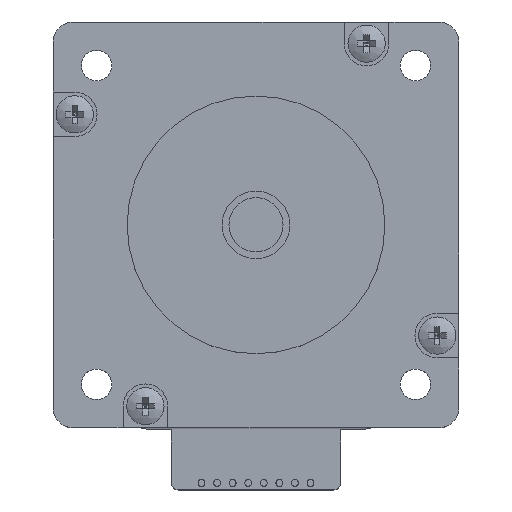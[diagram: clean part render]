
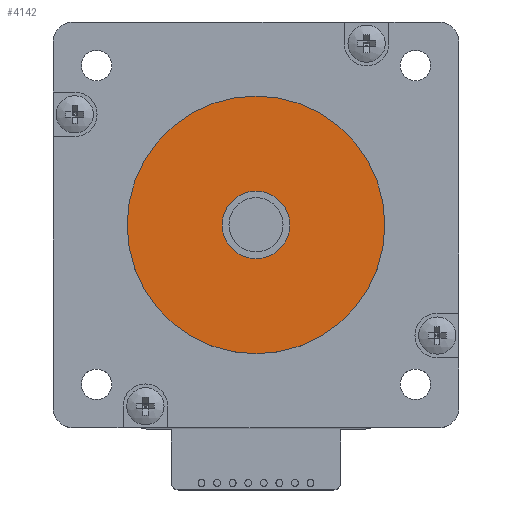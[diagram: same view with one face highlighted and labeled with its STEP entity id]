
A CAD part, top view. The second image highlights one B-rep face of the part: STEP entity #4142.
In plain terms, the highlighted planar face has unit normal (0, 0, 1).
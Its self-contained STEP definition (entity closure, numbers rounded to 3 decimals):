
#200=FACE_BOUND('',#994,.T.);
#344=CIRCLE('',#4508,5.);
#405=CIRCLE('',#4630,19.05);
#672=FACE_OUTER_BOUND('',#993,.T.);
#993=EDGE_LOOP('',(#3686));
#994=EDGE_LOOP('',(#3687));
#1925=VERTEX_POINT('',#6737);
#2042=VERTEX_POINT('',#7080);
#2426=EDGE_CURVE('',#1925,#1925,#344,.T.);
#2591=EDGE_CURVE('',#2042,#2042,#405,.T.);
#3686=ORIENTED_EDGE('',*,*,#2591,.T.);
#3687=ORIENTED_EDGE('',*,*,#2426,.T.);
#3875=PLANE('',#4631);
#4142=ADVANCED_FACE('',(#672,#200),#3875,.F.);
#4508=AXIS2_PLACEMENT_3D('',#6738,#5562,#5563);
#4630=AXIS2_PLACEMENT_3D('',#7081,#5910,#5911);
#4631=AXIS2_PLACEMENT_3D('',#7082,#5912,#5913);
#5562=DIRECTION('center_axis',(0.,0.,
-1.));
#5563=DIRECTION('ref_axis',(1.,0.,0.));
#5910=DIRECTION('center_axis',(0.,0.,
1.));
#5911=DIRECTION('ref_axis',(-1.,0.,0.));
#5912=DIRECTION('center_axis',(0.,0.,
-1.));
#5913=DIRECTION('ref_axis',(0.,1.,0.));
#6737=CARTESIAN_POINT('',(5.5,0.,9.6));
#6738=CARTESIAN_POINT('Origin',(0.5,0.,9.6));
#7080=CARTESIAN_POINT('',(19.55,0.,9.6));
#7081=CARTESIAN_POINT('Origin',(0.5,0.,9.6));
#7082=CARTESIAN_POINT('Origin',(0.5,0.,
9.6));
